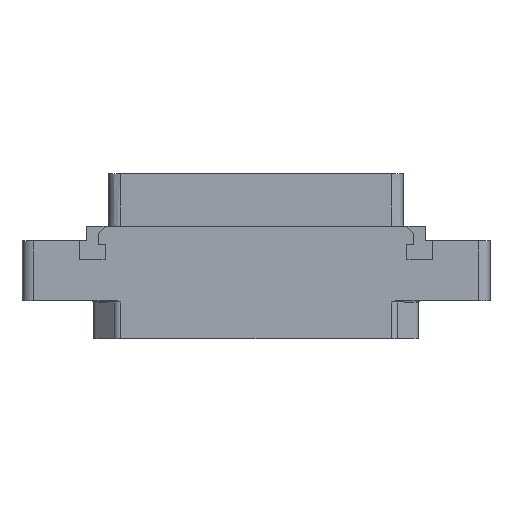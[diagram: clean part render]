
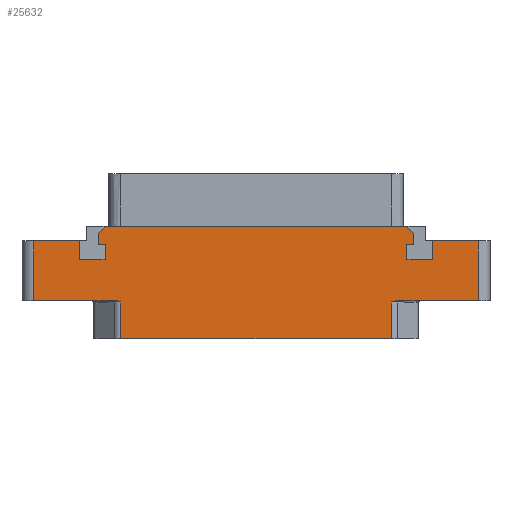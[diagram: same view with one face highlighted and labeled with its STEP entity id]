
A CAD part, top view. The second image highlights one B-rep face of the part: STEP entity #25632.
In plain terms, the highlighted planar face has unit normal (0, 0, 1).
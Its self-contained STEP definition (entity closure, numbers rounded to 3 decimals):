
#979=DIRECTION('',(-1.,0.,0.));
#980=VECTOR('',#979,46.236);
#981=CARTESIAN_POINT('',(23.118,-6.5,7.));
#982=LINE('',#981,#980);
#1125=DIRECTION('',(0.,1.,0.));
#1126=VECTOR('',#1125,6.3);
#1127=CARTESIAN_POINT('',(23.118,-6.5,7.));
#1128=LINE('',#1127,#1126);
#1134=CARTESIAN_POINT('',(23.118,-0.2,7.));
#1135=CARTESIAN_POINT('',(23.14,-0.192,7.));
#1136=CARTESIAN_POINT('',(23.184,-0.176,7.));
#1137=CARTESIAN_POINT('',(23.251,-0.152,7.));
#1138=CARTESIAN_POINT('',(23.318,-0.128,7.));
#1139=CARTESIAN_POINT('',(23.385,-0.106,7.));
#1140=CARTESIAN_POINT('',(23.451,-0.085,7.));
#1141=CARTESIAN_POINT('',(23.515,-0.066,7.));
#1142=CARTESIAN_POINT('',(23.577,-0.049,7.));
#1143=CARTESIAN_POINT('',(23.636,-0.035,7.));
#1144=CARTESIAN_POINT('',(23.688,-0.024,7.));
#1145=CARTESIAN_POINT('',(23.734,-0.016,7.));
#1146=CARTESIAN_POINT('',(23.776,-0.01,7.));
#1147=CARTESIAN_POINT('',(23.814,-0.005,7.));
#1148=CARTESIAN_POINT('',(23.85,-0.002,7.));
#1149=CARTESIAN_POINT('',(23.884,0.,7.));
#1150=CARTESIAN_POINT('',(23.907,0.,7.));
#1151=CARTESIAN_POINT('',(23.918,0.,7.));
#1158=DIRECTION('',(1.,0.,0.));
#1159=VECTOR('',#1158,7.8);
#1160=CARTESIAN_POINT('',(-38.,10.25,7.));
#1161=LINE('',#1160,#1159);
#1162=DIRECTION('',(0.,-1.,0.));
#1163=VECTOR('',#1162,3.2);
#1164=CARTESIAN_POINT('',(-30.2,10.25,7.));
#1165=LINE('',#1164,#1163);
#1166=DIRECTION('',(1.,0.,0.));
#1167=VECTOR('',#1166,4.4);
#1168=CARTESIAN_POINT('',(-30.2,7.05,7.));
#1169=LINE('',#1168,#1167);
#1170=DIRECTION('',(0.,1.,0.));
#1171=VECTOR('',#1170,2.6);
#1172=CARTESIAN_POINT('',(-25.8,7.05,7.));
#1173=LINE('',#1172,#1171);
#1174=DIRECTION('',(-1.,0.,0.));
#1175=VECTOR('',#1174,1.2);
#1176=CARTESIAN_POINT('',(-25.8,9.65,7.));
#1177=LINE('',#1176,#1175);
#1178=DIRECTION('',(0.,-1.,0.));
#1179=VECTOR('',#1178,1.9);
#1180=CARTESIAN_POINT('',(-27.,11.55,7.));
#1181=LINE('',#1180,#1179);
#1182=DIRECTION('',(1.,0.,0.));
#1183=VECTOR('',#1182,51.6);
#1184=CARTESIAN_POINT('',(-25.8,12.75,7.));
#1185=LINE('',#1184,#1183);
#1186=DIRECTION('',(0.,-1.,0.));
#1187=VECTOR('',#1186,1.9);
#1188=CARTESIAN_POINT('',(27.,11.55,7.));
#1189=LINE('',#1188,#1187);
#1190=DIRECTION('',(-1.,0.,0.));
#1191=VECTOR('',#1190,1.2);
#1192=CARTESIAN_POINT('',(27.,9.65,7.));
#1193=LINE('',#1192,#1191);
#1194=DIRECTION('',(0.,-1.,0.));
#1195=VECTOR('',#1194,2.6);
#1196=CARTESIAN_POINT('',(25.8,9.65,7.));
#1197=LINE('',#1196,#1195);
#1198=DIRECTION('',(1.,0.,0.));
#1199=VECTOR('',#1198,4.4);
#1200=CARTESIAN_POINT('',(25.8,7.05,7.));
#1201=LINE('',#1200,#1199);
#1202=DIRECTION('',(0.,1.,0.));
#1203=VECTOR('',#1202,3.2);
#1204=CARTESIAN_POINT('',(30.2,7.05,7.));
#1205=LINE('',#1204,#1203);
#1206=DIRECTION('',(1.,0.,0.));
#1207=VECTOR('',#1206,7.8);
#1208=CARTESIAN_POINT('',(30.2,10.25,7.));
#1209=LINE('',#1208,#1207);
#1210=DIRECTION('',(1.,0.,0.));
#1211=VECTOR('',#1210,14.082);
#1212=CARTESIAN_POINT('',(23.918,0.,7.));
#1213=LINE('',#1212,#1211);
#1239=DIRECTION('',(0.,1.,0.));
#1240=VECTOR('',#1239,10.25);
#1241=CARTESIAN_POINT('',(38.,0.,7.));
#1242=LINE('',#1241,#1240);
#2089=DIRECTION('',(0.707,-0.707,0.));
#2090=VECTOR('',#2089,1.697);
#2091=CARTESIAN_POINT('',(25.8,12.75,7.));
#2092=LINE('',#2091,#2090);
#2113=DIRECTION('',(-0.707,-0.707,0.));
#2114=VECTOR('',#2113,1.697);
#2115=CARTESIAN_POINT('',(-25.8,12.75,7.));
#2116=LINE('',#2115,#2114);
#2673=DIRECTION('',(0.,-1.,0.));
#2674=VECTOR('',#2673,10.25);
#2675=CARTESIAN_POINT('',(-38.,10.25,7.));
#2676=LINE('',#2675,#2674);
#2708=DIRECTION('',(1.,0.,0.));
#2709=VECTOR('',#2708,14.082);
#2710=CARTESIAN_POINT('',(-38.,0.,7.));
#2711=LINE('',#2710,#2709);
#2823=CARTESIAN_POINT('',(-23.918,0.,7.));
#2824=CARTESIAN_POINT('',(-23.907,0.,7.));
#2825=CARTESIAN_POINT('',(-23.884,0.,7.));
#2826=CARTESIAN_POINT('',(-23.85,-0.002,7.));
#2827=CARTESIAN_POINT('',(-23.814,-0.005,7.));
#2828=CARTESIAN_POINT('',(-23.776,-0.01,7.));
#2829=CARTESIAN_POINT('',(-23.734,-0.016,7.));
#2830=CARTESIAN_POINT('',(-23.688,-0.024,7.));
#2831=CARTESIAN_POINT('',(-23.636,-0.035,7.));
#2832=CARTESIAN_POINT('',(-23.577,-0.049,7.));
#2833=CARTESIAN_POINT('',(-23.515,-0.066,7.));
#2834=CARTESIAN_POINT('',(-23.451,-0.085,7.));
#2835=CARTESIAN_POINT('',(-23.385,-0.106,7.));
#2836=CARTESIAN_POINT('',(-23.318,-0.128,7.));
#2837=CARTESIAN_POINT('',(-23.251,-0.152,7.));
#2838=CARTESIAN_POINT('',(-23.184,-0.176,7.));
#2839=CARTESIAN_POINT('',(-23.14,-0.192,7.));
#2840=CARTESIAN_POINT('',(-23.118,-0.2,7.));
#2842=DIRECTION('',(0.,1.,0.));
#2843=VECTOR('',#2842,6.3);
#2844=CARTESIAN_POINT('',(-23.118,-6.5,7.));
#2845=LINE('',#2844,#2843);
#19894=CARTESIAN_POINT('',(-30.2,10.25,7.));
#19895=CARTESIAN_POINT('',(-30.2,7.05,7.));
#19896=VERTEX_POINT('',#19894);
#19897=VERTEX_POINT('',#19895);
#19898=CARTESIAN_POINT('',(-25.8,7.05,7.));
#19899=VERTEX_POINT('',#19898);
#19900=CARTESIAN_POINT('',(-25.8,9.65,7.));
#19901=VERTEX_POINT('',#19900);
#19902=CARTESIAN_POINT('',(-27.,9.65,7.));
#19903=VERTEX_POINT('',#19902);
#19904=CARTESIAN_POINT('',(27.,9.65,7.));
#19905=CARTESIAN_POINT('',(25.8,9.65,7.));
#19906=VERTEX_POINT('',#19904);
#19907=VERTEX_POINT('',#19905);
#19908=CARTESIAN_POINT('',(25.8,7.05,7.));
#19909=VERTEX_POINT('',#19908);
#19910=CARTESIAN_POINT('',(30.2,7.05,7.));
#19911=VERTEX_POINT('',#19910);
#19912=CARTESIAN_POINT('',(30.2,10.25,7.));
#19913=VERTEX_POINT('',#19912);
#19918=CARTESIAN_POINT('',(-25.8,12.75,7.));
#19920=VERTEX_POINT('',#19918);
#19922=CARTESIAN_POINT('',(-27.,11.55,7.));
#19924=VERTEX_POINT('',#19922);
#19926=CARTESIAN_POINT('',(25.8,12.75,7.));
#19928=VERTEX_POINT('',#19926);
#19930=CARTESIAN_POINT('',(27.,11.55,7.));
#19932=VERTEX_POINT('',#19930);
#20022=CARTESIAN_POINT('',(38.,0.,7.));
#20023=CARTESIAN_POINT('',(38.,10.25,7.));
#20024=VERTEX_POINT('',#20022);
#20025=VERTEX_POINT('',#20023);
#20030=CARTESIAN_POINT('',(-38.,10.25,7.));
#20031=CARTESIAN_POINT('',(-38.,0.,7.));
#20032=VERTEX_POINT('',#20030);
#20033=VERTEX_POINT('',#20031);
#20239=CARTESIAN_POINT('',(23.118,-6.5,7.));
#20241=VERTEX_POINT('',#20239);
#20242=CARTESIAN_POINT('',(-23.118,-6.5,7.));
#20244=VERTEX_POINT('',#20242);
#20306=CARTESIAN_POINT('',(-23.118,-0.2,7.));
#20307=VERTEX_POINT('',#20306);
#20308=CARTESIAN_POINT('',(-23.918,0.,7.));
#20309=VERTEX_POINT('',#20308);
#20310=CARTESIAN_POINT('',(23.118,-0.2,7.));
#20312=VERTEX_POINT('',#20310);
#20314=CARTESIAN_POINT('',(23.918,0.,7.));
#20316=VERTEX_POINT('',#20314);
#25580=CARTESIAN_POINT('',(0.,0.,7.));
#25581=DIRECTION('',(0.,0.,-1.));
#25582=DIRECTION('',(-1.,0.,0.));
#25583=AXIS2_PLACEMENT_3D('',#25580,#25581,#25582);
#25584=PLANE('',#25583);
#25586=ORIENTED_EDGE('',*,*,#25585,.F.);
#25587=ORIENTED_EDGE('',*,*,#25572,.F.);
#25588=ORIENTED_EDGE('',*,*,#25561,.F.);
#25589=ORIENTED_EDGE('',*,*,#25411,.T.);
#25591=ORIENTED_EDGE('',*,*,#25590,.T.);
#25593=ORIENTED_EDGE('',*,*,#25592,.F.);
#25595=ORIENTED_EDGE('',*,*,#25594,.F.);
#25597=ORIENTED_EDGE('',*,*,#25596,.F.);
#25599=ORIENTED_EDGE('',*,*,#25598,.T.);
#25601=ORIENTED_EDGE('',*,*,#25600,.T.);
#25603=ORIENTED_EDGE('',*,*,#25602,.T.);
#25605=ORIENTED_EDGE('',*,*,#25604,.T.);
#25607=ORIENTED_EDGE('',*,*,#25606,.T.);
#25609=ORIENTED_EDGE('',*,*,#25608,.F.);
#25611=ORIENTED_EDGE('',*,*,#25610,.F.);
#25613=ORIENTED_EDGE('',*,*,#25612,.T.);
#25615=ORIENTED_EDGE('',*,*,#25614,.T.);
#25617=ORIENTED_EDGE('',*,*,#25616,.T.);
#25619=ORIENTED_EDGE('',*,*,#25618,.T.);
#25621=ORIENTED_EDGE('',*,*,#25620,.T.);
#25623=ORIENTED_EDGE('',*,*,#25622,.T.);
#25625=ORIENTED_EDGE('',*,*,#25624,.T.);
#25627=ORIENTED_EDGE('',*,*,#25626,.T.);
#25629=ORIENTED_EDGE('',*,*,#25628,.F.);
#25630=EDGE_LOOP('',(#25586,#25587,#25588,#25589,#25591,#25593,#25595,#25597,
#25599,#25601,#25603,#25605,#25607,#25609,#25611,#25613,#25615,#25617,#25619,
#25621,#25623,#25625,#25627,#25629));
#25631=FACE_OUTER_BOUND('',#25630,.F.);
#25632=ADVANCED_FACE('',(#25631),#25584,.F.);
#1152=B_SPLINE_CURVE_WITH_KNOTS('',3,(#1134,#1135,#1136,#1137,#1138,#1139,#1140,
#1141,#1142,#1143,#1144,#1145,#1146,#1147,#1148,#1149,#1150,#1151),
.UNSPECIFIED.,.F.,.F.,(4,1,1,1,1,1,1,1,1,1,1,1,1,1,1,4),(0.,0.067,
0.133,0.2,0.267,0.333,0.4,
0.467,0.533,0.6,0.667,0.733,
0.8,0.867,0.933,1.),.UNSPECIFIED.);
#2841=B_SPLINE_CURVE_WITH_KNOTS('',3,(#2823,#2824,#2825,#2826,#2827,#2828,#2829,
#2830,#2831,#2832,#2833,#2834,#2835,#2836,#2837,#2838,#2839,#2840),
.UNSPECIFIED.,.F.,.F.,(4,1,1,1,1,1,1,1,1,1,1,1,1,1,1,4),(0.,0.067,
0.133,0.2,0.267,0.333,0.4,
0.467,0.533,0.6,0.667,0.733,
0.8,0.867,0.933,1.),.UNSPECIFIED.);
#25411=EDGE_CURVE('',#20241,#20244,#982,.T.);
#25561=EDGE_CURVE('',#20241,#20312,#1128,.T.);
#25572=EDGE_CURVE('',#20312,#20316,#1152,.T.);
#25585=EDGE_CURVE('',#20316,#20024,#1213,.T.);
#25590=EDGE_CURVE('',#20244,#20307,#2845,.T.);
#25592=EDGE_CURVE('',#20309,#20307,#2841,.T.);
#25594=EDGE_CURVE('',#20033,#20309,#2711,.T.);
#25596=EDGE_CURVE('',#20032,#20033,#2676,.T.);
#25598=EDGE_CURVE('',#20032,#19896,#1161,.T.);
#25600=EDGE_CURVE('',#19896,#19897,#1165,.T.);
#25602=EDGE_CURVE('',#19897,#19899,#1169,.T.);
#25604=EDGE_CURVE('',#19899,#19901,#1173,.T.);
#25606=EDGE_CURVE('',#19901,#19903,#1177,.T.);
#25608=EDGE_CURVE('',#19924,#19903,#1181,.T.);
#25610=EDGE_CURVE('',#19920,#19924,#2116,.T.);
#25612=EDGE_CURVE('',#19920,#19928,#1185,.T.);
#25614=EDGE_CURVE('',#19928,#19932,#2092,.T.);
#25616=EDGE_CURVE('',#19932,#19906,#1189,.T.);
#25618=EDGE_CURVE('',#19906,#19907,#1193,.T.);
#25620=EDGE_CURVE('',#19907,#19909,#1197,.T.);
#25622=EDGE_CURVE('',#19909,#19911,#1201,.T.);
#25624=EDGE_CURVE('',#19911,#19913,#1205,.T.);
#25626=EDGE_CURVE('',#19913,#20025,#1209,.T.);
#25628=EDGE_CURVE('',#20024,#20025,#1242,.T.);
